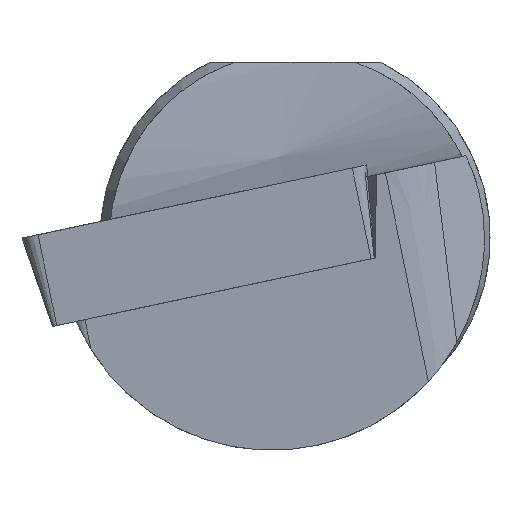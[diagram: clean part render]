
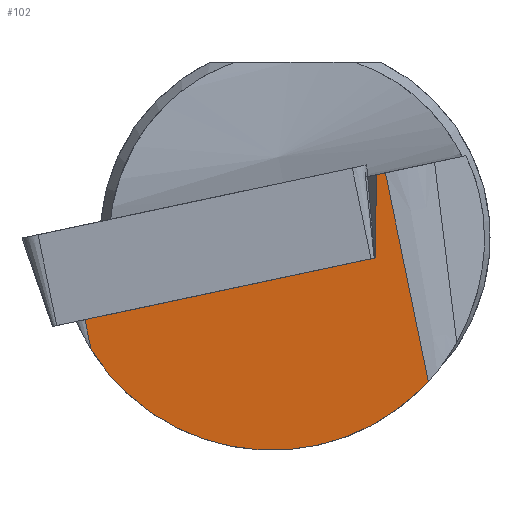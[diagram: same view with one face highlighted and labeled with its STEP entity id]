
A CAD part, left-side view. The second image highlights one B-rep face of the part: STEP entity #102.
In plain terms, the highlighted planar face has unit normal (-0.991, -0.075, -0.109).
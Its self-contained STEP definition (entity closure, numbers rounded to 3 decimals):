
#60=ELLIPSE('',#587,5.498,5.45);
#102=ADVANCED_FACE('',(#149),#130,.T.);
#130=PLANE('',#588);
#149=FACE_OUTER_BOUND('',#179,.T.);
#179=EDGE_LOOP('',(#256,#257,#258,#259,#260,#261));
#256=ORIENTED_EDGE('',*,*,#443,.F.);
#257=ORIENTED_EDGE('',*,*,#444,.F.);
#258=ORIENTED_EDGE('',*,*,#445,.T.);
#259=ORIENTED_EDGE('',*,*,#446,.T.);
#260=ORIENTED_EDGE('',*,*,#447,.F.);
#261=ORIENTED_EDGE('',*,*,#448,.F.);
#386=VERTEX_POINT('',#809);
#387=VERTEX_POINT('',#810);
#388=VERTEX_POINT('',#812);
#389=VERTEX_POINT('',#814);
#390=VERTEX_POINT('',#816);
#391=VERTEX_POINT('',#818);
#443=EDGE_CURVE('',#386,#387,#514,.T.);
#444=EDGE_CURVE('',#388,#386,#515,.T.);
#445=EDGE_CURVE('',#388,#389,#516,.T.);
#446=EDGE_CURVE('',#389,#390,#60,.T.);
#447=EDGE_CURVE('',#391,#390,#517,.T.);
#448=EDGE_CURVE('',#387,#391,#518,.T.);
#514=LINE('',#808,#549);
#515=LINE('',#811,#550);
#516=LINE('',#813,#551);
#517=LINE('',#817,#552);
#518=LINE('',#819,#553);
#549=VECTOR('',#668,1.);
#550=VECTOR('',#669,1.);
#551=VECTOR('',#670,1.);
#552=VECTOR('',#673,1.);
#553=VECTOR('',#674,1.);
#587=AXIS2_PLACEMENT_3D('',#815,#671,#672);
#588=AXIS2_PLACEMENT_3D('',#820,#675,#676);
#668=DIRECTION('',(-0.109,-0.006,0.994));
#669=DIRECTION('',(0.051,-0.977,0.208));
#670=DIRECTION('',(0.122,-0.2,-0.972));
#671=DIRECTION('',(-0.991,-0.075,-0.109));
#672=DIRECTION('',(0.132,-0.563,-0.816));
#673=DIRECTION('',(0.122,-0.2,-0.972));
#674=DIRECTION('',(0.051,-0.977,0.208));
#675=DIRECTION('',(-0.991,-0.075,-0.109));
#676=DIRECTION('',(-0.109,0.,0.994));
#808=CARTESIAN_POINT('',(0.913,-2.057,-1.411));
#809=CARTESIAN_POINT('',(0.816,-2.062,-0.52));
#810=CARTESIAN_POINT('',(0.583,-2.074,1.609));
#811=CARTESIAN_POINT('',(0.012,13.275,-3.78));
#812=CARTESIAN_POINT('',(0.425,5.391,-2.104));
#813=CARTESIAN_POINT('',(0.133,5.871,0.227));
#814=CARTESIAN_POINT('',(0.521,5.233,-2.871));
#815=CARTESIAN_POINT('',(0.557,0.6,0.));
#816=CARTESIAN_POINT('',(1.265,-3.412,-3.689));
#817=CARTESIAN_POINT('',(0.559,-2.249,1.953));
#818=CARTESIAN_POINT('',(0.596,-2.31,1.66));
#819=CARTESIAN_POINT('',(-0.243,13.695,-1.742));
#820=CARTESIAN_POINT('',(-0.28,13.756,-1.449));
